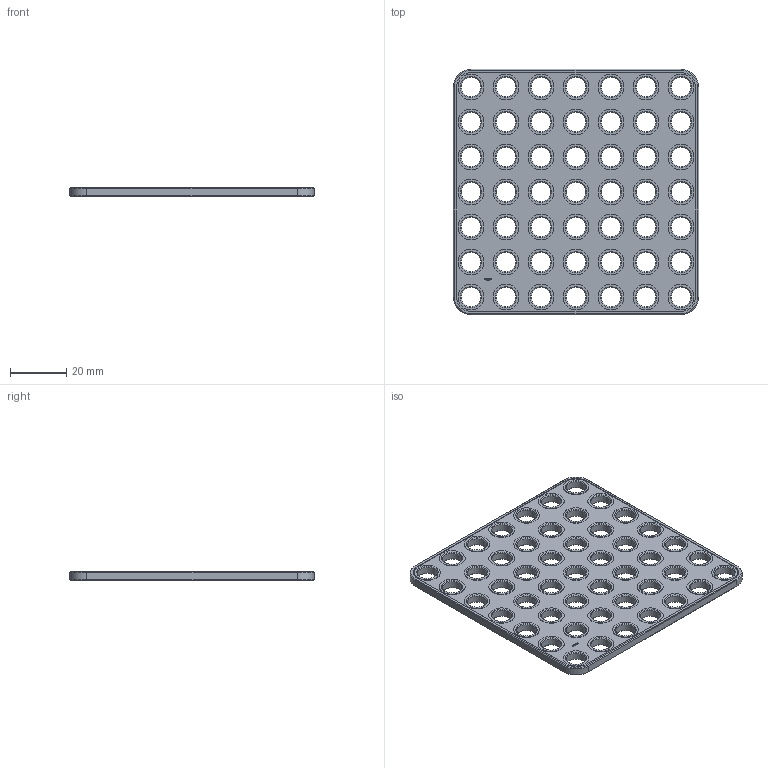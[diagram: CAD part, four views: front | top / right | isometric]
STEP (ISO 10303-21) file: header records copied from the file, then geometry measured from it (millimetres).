
FILE_DESCRIPTION(('FreeCAD Model'),'2;1');
FILE_NAME('Open CASCADE Shape Model','2024-01-31T15:15:11',(''),(''), 'Open CASCADE STEP processor 7.6','FreeCAD','Unknown');
FILE_SCHEMA(('AUTOMOTIVE_DESIGN { 1 0 10303 214 1 1 1 1 }'));
Length unit declared in the file: millimetre
Products named in the file (1): Plate SQR CRNR BU07x00.25 - SPN-PLT-0042 (stemfie.org)
Bounding box: 87.5 x 87.5 x 3.12 mm (x, y, z)
Volume: 16998.6 mm3; surface area: 15765.5 mm2
Topology: 1 solids, 1 shells, 718 faces, 1788 edges, 1154 vertices
Faces by surface type: plane 378, extrusion 128, cylinder 106, cone 106
Full cylindrical faces by diameter (mm): 7 x49, 9.2 x49
Entity records: 45354 total; most frequent: CARTESIAN_POINT 10757, DIRECTION 5698, VECTOR 3766, LINE 3638, ORIENTED_EDGE 3576, PCURVE 3576, DEFINITIONAL_REPRESENTATION 3576, EDGE_CURVE 1788
